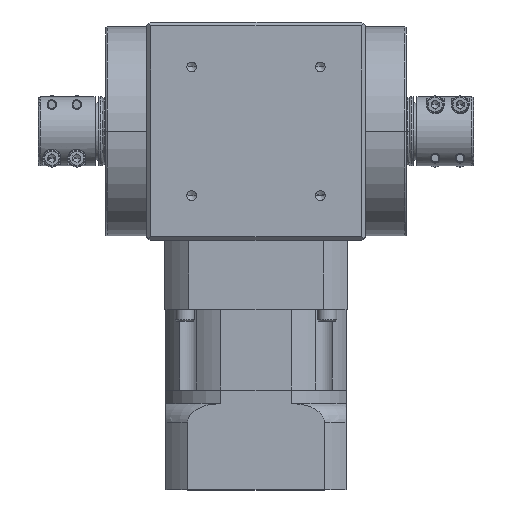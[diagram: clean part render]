
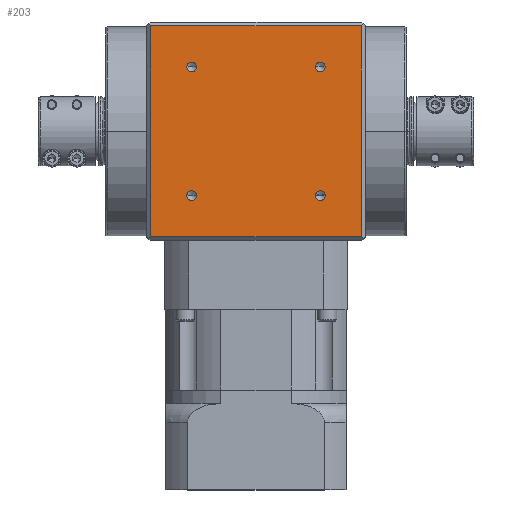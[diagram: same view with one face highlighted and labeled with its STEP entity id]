
A CAD part, top view. The second image highlights one B-rep face of the part: STEP entity #203.
In plain terms, the highlighted planar face has unit normal (0, 0, 1).
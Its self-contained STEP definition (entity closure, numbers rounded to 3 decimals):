
#203 = ADVANCED_FACE ( 'NONE', ( #4843, #18446, #24101, #30529, #29744 ), #8485, .F. ) ;
#217 = AXIS2_PLACEMENT_3D ( 'NONE', #7373, #24278, #9810 ) ;
#831 = EDGE_CURVE ( 'NONE', #7092, #7670, #7788, .T. ) ;
#1351 = CARTESIAN_POINT ( 'NONE',  ( -33.588, 224.188, 57. ) ) ;
#1397 = VECTOR ( 'NONE', #21542, 1000. ) ;
#2323 = DIRECTION ( 'NONE',  ( 0., -1., 0. ) ) ;
#2454 = CIRCLE ( 'NONE', #21336, 2.5 ) ;
#2958 = LINE ( 'NONE', #19798, #13517 ) ;
#3212 = EDGE_CURVE ( 'NONE', #27944, #23941, #16882, .T. ) ;
#3456 = EDGE_CURVE ( 'NONE', #29150, #15916, #9274, .T. ) ;
#3576 = DIRECTION ( 'NONE',  ( 0., 0., 1. ) ) ;
#3700 = EDGE_CURVE ( 'NONE', #5084, #28373, #2454, .T. ) ;
#4012 = CARTESIAN_POINT ( 'NONE',  ( -33.588, 226.688, 57. ) ) ;
#4114 = CARTESIAN_POINT ( 'NONE',  ( 33.588, 226.688, 57. ) ) ;
#4843 = FACE_BOUND ( 'NONE', #12435, .T. ) ;
#5039 = DIRECTION ( 'NONE',  ( 0., 0., 1. ) ) ;
#5084 = VERTEX_POINT ( 'NONE', #24467 ) ;
#5144 = ORIENTED_EDGE ( 'NONE', *, *, #16950, .F. ) ;
#5779 = EDGE_CURVE ( 'NONE', #15916, #29150, #22698, .T. ) ;
#5804 = CARTESIAN_POINT ( 'NONE',  ( -54.844, 0., 57. ) ) ;
#6292 = ORIENTED_EDGE ( 'NONE', *, *, #831, .F. ) ;
#6410 = DIRECTION ( 'NONE',  ( 0., -1., 0. ) ) ;
#6416 = AXIS2_PLACEMENT_3D ( 'NONE', #31264, #16827, #2323 ) ;
#6526 = DIRECTION ( 'NONE',  ( 0., -1., 0. ) ) ;
#7092 = VERTEX_POINT ( 'NONE', #12734 ) ;
#7100 = ORIENTED_EDGE ( 'NONE', *, *, #8092, .F. ) ;
#7373 = CARTESIAN_POINT ( 'NONE',  ( -33.588, 226.688, 57. ) ) ;
#7409 = EDGE_CURVE ( 'NONE', #24330, #10214, #7849, .T. ) ;
#7610 = DIRECTION ( 'NONE',  ( 0., 1., 0. ) ) ;
#7670 = VERTEX_POINT ( 'NONE', #13126 ) ;
#7773 = CARTESIAN_POINT ( 'NONE',  ( -60., 250.1, 57. ) ) ;
#7788 = LINE ( 'NONE', #30787, #28591 ) ;
#7849 = LINE ( 'NONE', #26583, #1397 ) ;
#7908 = EDGE_LOOP ( 'NONE', ( #5144, #16960 ) ) ;
#8092 = EDGE_CURVE ( 'NONE', #7670, #24330, #2958, .T. ) ;
#8324 = CARTESIAN_POINT ( 'NONE',  ( 33.588, 159.512, 57. ) ) ;
#8485 = PLANE ( 'NONE',  #18142 ) ;
#9274 = CIRCLE ( 'NONE', #10557, 2.5 ) ;
#9810 = DIRECTION ( 'NONE',  ( 0., -1., 0. ) ) ;
#10214 = VERTEX_POINT ( 'NONE', #22088 ) ;
#10557 = AXIS2_PLACEMENT_3D ( 'NONE', #4012, #20906, #6410 ) ;
#10755 = DIRECTION ( 'NONE',  ( 0., -1., 0. ) ) ;
#11149 = ORIENTED_EDGE ( 'NONE', *, *, #24244, .F. ) ;
#12435 = EDGE_LOOP ( 'NONE', ( #22669, #30323 ) ) ;
#12443 = VERTEX_POINT ( 'NONE', #17180 ) ;
#12615 = CARTESIAN_POINT ( 'NONE',  ( 33.588, 224.188, 57. ) ) ;
#12734 = CARTESIAN_POINT ( 'NONE',  ( -54.844, 248.1, 57. ) ) ;
#13048 = AXIS2_PLACEMENT_3D ( 'NONE', #8324, #25237, #10755 ) ;
#13126 = CARTESIAN_POINT ( 'NONE',  ( 54.844, 248.1, 57. ) ) ;
#13400 = EDGE_CURVE ( 'NONE', #10214, #7092, #16586, .T. ) ;
#13446 = ORIENTED_EDGE ( 'NONE', *, *, #13400, .F. ) ;
#13517 = VECTOR ( 'NONE', #20000, 1000. ) ;
#13769 = DIRECTION ( 'NONE',  ( 0., -1., 0. ) ) ;
#13826 = CIRCLE ( 'NONE', #6416, 2.5 ) ;
#13868 = DIRECTION ( 'NONE',  ( 0., 0., 1. ) ) ;
#13967 = CARTESIAN_POINT ( 'NONE',  ( 33.588, 159.512, 57. ) ) ;
#14079 = CARTESIAN_POINT ( 'NONE',  ( 33.588, 162.012, 57. ) ) ;
#15040 = ORIENTED_EDGE ( 'NONE', *, *, #7409, .F. ) ;
#15916 = VERTEX_POINT ( 'NONE', #1351 ) ;
#16586 = LINE ( 'NONE', #5804, #17809 ) ;
#16827 = DIRECTION ( 'NONE',  ( 0., 0., 1. ) ) ;
#16882 = CIRCLE ( 'NONE', #18255, 2.5 ) ;
#16950 = EDGE_CURVE ( 'NONE', #28373, #5084, #23277, .T. ) ;
#16960 = ORIENTED_EDGE ( 'NONE', *, *, #3700, .F. ) ;
#17180 = CARTESIAN_POINT ( 'NONE',  ( -33.588, 162.012, 57. ) ) ;
#17809 = VECTOR ( 'NONE', #22697, 1000. ) ;
#18018 = CARTESIAN_POINT ( 'NONE',  ( -33.588, 159.512, 57. ) ) ;
#18142 = AXIS2_PLACEMENT_3D ( 'NONE', #7773, #29646, #7610 ) ;
#18255 = AXIS2_PLACEMENT_3D ( 'NONE', #13967, #13868, #13769 ) ;
#18446 = FACE_BOUND ( 'NONE', #7908, .T. ) ;
#18810 = ORIENTED_EDGE ( 'NONE', *, *, #29705, .F. ) ;
#19507 = CARTESIAN_POINT ( 'NONE',  ( 33.588, 226.688, 57. ) ) ;
#19578 = CIRCLE ( 'NONE', #25661, 2.5 ) ;
#19798 = CARTESIAN_POINT ( 'NONE',  ( 54.844, 0., 57. ) ) ;
#20000 = DIRECTION ( 'NONE',  ( 0., -1., 0. ) ) ;
#20296 = CARTESIAN_POINT ( 'NONE',  ( 33.588, 157.012, 57. ) ) ;
#20467 = DIRECTION ( 'NONE',  ( 0., -1., 0. ) ) ;
#20540 = CARTESIAN_POINT ( 'NONE',  ( -33.588, 229.188, 57. ) ) ;
#20906 = DIRECTION ( 'NONE',  ( 0., 0., 1. ) ) ;
#21010 = VERTEX_POINT ( 'NONE', #28888 ) ;
#21013 = DIRECTION ( 'NONE',  ( 0., 0., 1. ) ) ;
#21336 = AXIS2_PLACEMENT_3D ( 'NONE', #19507, #5039, #21917 ) ;
#21542 = DIRECTION ( 'NONE',  ( -1., 0., 0. ) ) ;
#21906 = CIRCLE ( 'NONE', #13048, 2.5 ) ;
#21917 = DIRECTION ( 'NONE',  ( 0., -1., 0. ) ) ;
#22088 = CARTESIAN_POINT ( 'NONE',  ( -54.844, 138.1, 57. ) ) ;
#22669 = ORIENTED_EDGE ( 'NONE', *, *, #5779, .F. ) ;
#22697 = DIRECTION ( 'NONE',  ( 0., 1., 0. ) ) ;
#22698 = CIRCLE ( 'NONE', #217, 2.5 ) ;
#23277 = CIRCLE ( 'NONE', #27914, 2.5 ) ;
#23419 = ORIENTED_EDGE ( 'NONE', *, *, #25025, .F. ) ;
#23941 = VERTEX_POINT ( 'NONE', #14079 ) ;
#24101 = FACE_BOUND ( 'NONE', #29131, .T. ) ;
#24244 = EDGE_CURVE ( 'NONE', #21010, #12443, #13826, .T. ) ;
#24278 = DIRECTION ( 'NONE',  ( 0., 0., 1. ) ) ;
#24330 = VERTEX_POINT ( 'NONE', #29149 ) ;
#24467 = CARTESIAN_POINT ( 'NONE',  ( 33.588, 229.188, 57. ) ) ;
#25025 = EDGE_CURVE ( 'NONE', #12443, #21010, #19578, .T. ) ;
#25237 = DIRECTION ( 'NONE',  ( 0., 0., 1. ) ) ;
#25661 = AXIS2_PLACEMENT_3D ( 'NONE', #18018, #3576, #20467 ) ;
#26583 = CARTESIAN_POINT ( 'NONE',  ( -60., 138.1, 57. ) ) ;
#27213 = EDGE_LOOP ( 'NONE', ( #11149, #23419 ) ) ;
#27914 = AXIS2_PLACEMENT_3D ( 'NONE', #4114, #21013, #6526 ) ;
#27944 = VERTEX_POINT ( 'NONE', #20296 ) ;
#28373 = VERTEX_POINT ( 'NONE', #12615 ) ;
#28591 = VECTOR ( 'NONE', #29913, 1000. ) ;
#28888 = CARTESIAN_POINT ( 'NONE',  ( -33.588, 157.012, 57. ) ) ;
#29131 = EDGE_LOOP ( 'NONE', ( #30759, #18810 ) ) ;
#29149 = CARTESIAN_POINT ( 'NONE',  ( 54.844, 138.1, 57. ) ) ;
#29150 = VERTEX_POINT ( 'NONE', #20540 ) ;
#29646 = DIRECTION ( 'NONE',  ( 0., 0., -1. ) ) ;
#29705 = EDGE_CURVE ( 'NONE', #23941, #27944, #21906, .T. ) ;
#29744 = FACE_OUTER_BOUND ( 'NONE', #30207, .T. ) ;
#29913 = DIRECTION ( 'NONE',  ( 1., 0., 0. ) ) ;
#30207 = EDGE_LOOP ( 'NONE', ( #7100, #6292, #13446, #15040 ) ) ;
#30323 = ORIENTED_EDGE ( 'NONE', *, *, #3456, .F. ) ;
#30529 = FACE_BOUND ( 'NONE', #27213, .T. ) ;
#30759 = ORIENTED_EDGE ( 'NONE', *, *, #3212, .F. ) ;
#30787 = CARTESIAN_POINT ( 'NONE',  ( -60., 248.1, 57. ) ) ;
#31264 = CARTESIAN_POINT ( 'NONE',  ( -33.588, 159.512, 57. ) ) ;
